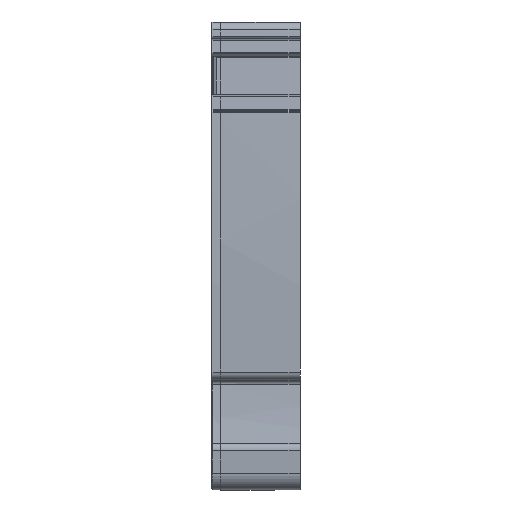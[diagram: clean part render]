
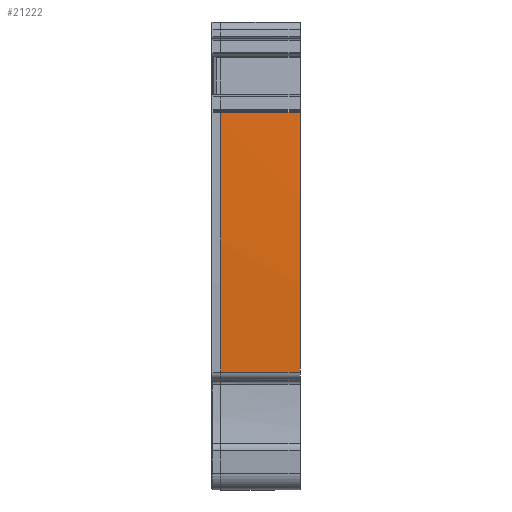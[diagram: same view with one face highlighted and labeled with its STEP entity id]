
A CAD part, front view. The second image highlights one B-rep face of the part: STEP entity #21222.
In plain terms, the highlighted cylindrical face has radius 240 mm (diameter 480 mm), a partial arc.
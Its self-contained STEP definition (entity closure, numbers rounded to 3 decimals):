
#21202=AXIS2_PLACEMENT_3D('Cylinder Axis2P3D',#21199,#21200,#21201) ;
#21206=AXIS2_PLACEMENT_3D('Circle Axis2P3D',#21204,#21205,$) ;
#18379=CARTESIAN_POINT('Vertex',(1.,1.528,13.395)) ;
#18383=CARTESIAN_POINT('Control Point',(1.,1.731,42.906)) ;
#18384=CARTESIAN_POINT('Control Point',(1.,1.328,37.014)) ;
#18385=CARTESIAN_POINT('Control Point',(1.,1.105,31.109)) ;
#18386=CARTESIAN_POINT('Control Point',(1.,1.064,25.2)) ;
#18387=CARTESIAN_POINT('Control Point',(1.,1.206,19.293)) ;
#18388=CARTESIAN_POINT('Control Point',(1.,1.528,13.395)) ;
#18389=CARTESIAN_POINT('Vertex',(1.,1.731,42.906)) ;
#21184=CARTESIAN_POINT('Vertex',(10.,1.528,13.395)) ;
#21187=CARTESIAN_POINT('Line Origine',(5.,1.528,13.395)) ;
#21199=CARTESIAN_POINT('Axis2P3D Location',(5.,241.17,26.5)) ;
#21204=CARTESIAN_POINT('Axis2P3D Location',(10.,241.17,26.5)) ;
#21208=CARTESIAN_POINT('Vertex',(10.,1.731,42.906)) ;
#21211=CARTESIAN_POINT('Line Origine',(5.,1.731,42.906)) ;
#21188=DIRECTION('Vector Direction',(1.,0.,0.)) ;
#21200=DIRECTION('Axis2P3D Direction',(1.,0.,0.)) ;
#21201=DIRECTION('Axis2P3D XDirection',(0.,-0.994,0.107)) ;
#21205=DIRECTION('Axis2P3D Direction',(1.,0.,0.)) ;
#21212=DIRECTION('Vector Direction',(1.,0.,0.)) ;
#21189=VECTOR('Line Direction',#21188,1.) ;
#21213=VECTOR('Line Direction',#21212,1.) ;
#21217=ORIENTED_EDGE('',*,*,#21191,.F.) ;
#21218=ORIENTED_EDGE('',*,*,#21210,.F.) ;
#21219=ORIENTED_EDGE('',*,*,#21215,.T.) ;
#21220=ORIENTED_EDGE('',*,*,#18391,.F.) ;
#21222=ADVANCED_FACE('V8',(#21221),#21203,.T.) ;
#18382=B_SPLINE_CURVE_WITH_KNOTS('',5,(#18383,#18384,#18385,#18386,#18387,#18388),.UNSPECIFIED.,.F.,.U.,(6,6),(0.,41.762),.UNSPECIFIED.) ;
#21207=CIRCLE('generated circle',#21206,240.) ;
#21203=CYLINDRICAL_SURFACE('generated cylinder',#21202,240.) ;
#18391=EDGE_CURVE('',#18380,#18390,#18382,.F.) ;
#21191=EDGE_CURVE('',#21185,#18380,#21190,.F.) ;
#21210=EDGE_CURVE('',#21209,#21185,#21207,.T.) ;
#21215=EDGE_CURVE('',#21209,#18390,#21214,.F.) ;
#21216=EDGE_LOOP('',(#21217,#21218,#21219,#21220)) ;
#21221=FACE_OUTER_BOUND('',#21216,.T.) ;
#21190=LINE('Line',#21187,#21189) ;
#21214=LINE('Line',#21211,#21213) ;
#18380=VERTEX_POINT('',#18379) ;
#18390=VERTEX_POINT('',#18389) ;
#21185=VERTEX_POINT('',#21184) ;
#21209=VERTEX_POINT('',#21208) ;
